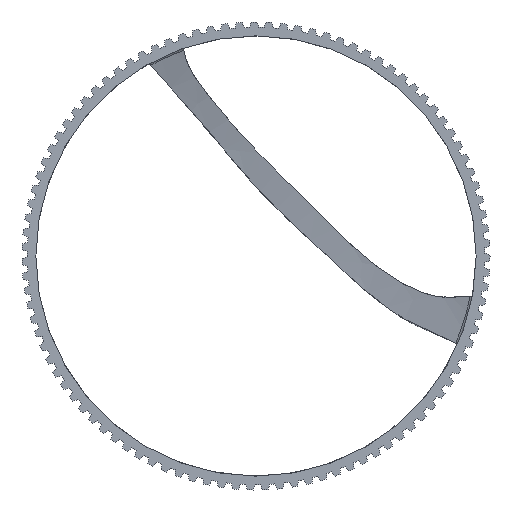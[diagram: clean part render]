
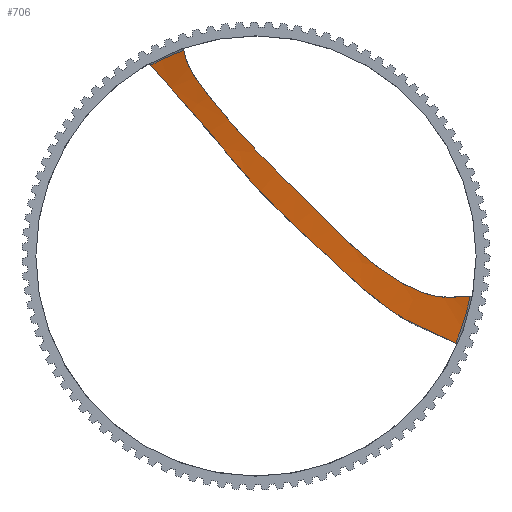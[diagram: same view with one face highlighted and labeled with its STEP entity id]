
A CAD part, front view. The second image highlights one B-rep face of the part: STEP entity #706.
In plain terms, the highlighted spherical face has radius 97.119 mm.
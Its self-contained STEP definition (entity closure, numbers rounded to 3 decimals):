
#133=CARTESIAN_POINT('',(0.,3.076,0.));
#134=DIRECTION('',(0.,-1.,0.));
#135=DIRECTION('',(-0.331,0.,0.944));
#136=AXIS2_PLACEMENT_3D('',#133,#134,#135);
#264=CARTESIAN_POINT('',(-12.336,3.076,35.137));
#265=CARTESIAN_POINT('',(-12.289,3.218,34.793));
#266=CARTESIAN_POINT('',(-12.151,3.505,34.097));
#267=CARTESIAN_POINT('',(-11.804,3.938,33.056));
#268=CARTESIAN_POINT('',(-11.29,4.397,31.96));
#269=CARTESIAN_POINT('',(-10.575,4.891,30.774));
#270=CARTESIAN_POINT('',(-9.69,5.413,29.483));
#271=CARTESIAN_POINT('',(-8.664,5.954,28.081));
#272=CARTESIAN_POINT('',(-7.428,6.526,26.504));
#273=CARTESIAN_POINT('',(-5.987,7.108,24.769));
#274=CARTESIAN_POINT('',(-4.447,7.644,22.99));
#275=CARTESIAN_POINT('',(-3.025,8.074,21.389));
#276=CARTESIAN_POINT('',(-1.761,8.409,19.994));
#277=CARTESIAN_POINT('',(-0.64,8.669,18.779));
#278=CARTESIAN_POINT('',(0.431,8.887,17.645));
#279=CARTESIAN_POINT('',(1.471,9.069,16.568));
#280=CARTESIAN_POINT('',(2.492,9.221,15.533));
#281=CARTESIAN_POINT('',(3.481,9.345,14.543));
#282=CARTESIAN_POINT('',(4.444,9.446,13.585));
#283=CARTESIAN_POINT('',(5.402,9.526,12.633));
#284=CARTESIAN_POINT('',(6.358,9.588,11.681));
#285=CARTESIAN_POINT('',(7.316,9.632,10.725));
#286=CARTESIAN_POINT('',(8.283,9.656,9.756));
#287=CARTESIAN_POINT('',(9.258,9.662,8.774));
#288=CARTESIAN_POINT('',(10.22,9.649,7.797));
#289=CARTESIAN_POINT('',(11.161,9.617,6.84));
#290=CARTESIAN_POINT('',(12.071,9.568,5.918));
#291=CARTESIAN_POINT('',(12.966,9.502,5.023));
#292=CARTESIAN_POINT('',(13.861,9.419,4.144));
#293=CARTESIAN_POINT('',(14.776,9.317,3.266));
#294=CARTESIAN_POINT('',(15.736,9.191,2.37));
#295=CARTESIAN_POINT('',(16.773,9.034,1.433));
#296=CARTESIAN_POINT('',(17.919,8.836,0.435));
#297=CARTESIAN_POINT('',(19.208,8.585,-0.642));
#298=CARTESIAN_POINT('',(20.729,8.252,-1.842));
#299=CARTESIAN_POINT('',(22.472,7.822,-3.114));
#300=CARTESIAN_POINT('',(24.368,7.302,-4.332));
#301=CARTESIAN_POINT('',(26.173,6.763,-5.308));
#302=CARTESIAN_POINT('',(27.789,6.248,-6.041));
#303=CARTESIAN_POINT('',(29.242,5.765,-6.554));
#304=CARTESIAN_POINT('',(30.595,5.301,-6.884));
#305=CARTESIAN_POINT('',(31.979,4.818,-7.04));
#306=CARTESIAN_POINT('',(33.502,4.271,-7.045));
#307=CARTESIAN_POINT('',(35.071,3.685,-6.951));
#308=CARTESIAN_POINT('',(36.088,3.283,-6.907));
#309=CARTESIAN_POINT('',(36.593,3.076,-6.913));
#311=CARTESIAN_POINT('',(34.138,3.076,-14.881));
#312=CARTESIAN_POINT('',(33.231,3.49,-14.468));
#313=CARTESIAN_POINT('',(31.507,4.234,-13.7));
#314=CARTESIAN_POINT('',(29.249,5.117,-12.772));
#315=CARTESIAN_POINT('',(27.228,5.858,-11.852));
#316=CARTESIAN_POINT('',(25.376,6.507,-10.827));
#317=CARTESIAN_POINT('',(23.619,7.092,-9.699));
#318=CARTESIAN_POINT('',(21.959,7.609,-8.513));
#319=CARTESIAN_POINT('',(20.439,8.047,-7.334));
#320=CARTESIAN_POINT('',(19.184,8.381,-6.304));
#321=CARTESIAN_POINT('',(18.088,8.653,-5.368));
#322=CARTESIAN_POINT('',(16.977,8.908,-4.393));
#323=CARTESIAN_POINT('',(15.825,9.148,-3.354));
#324=CARTESIAN_POINT('',(14.612,9.373,-2.231));
#325=CARTESIAN_POINT('',(13.47,9.558,-1.162));
#326=CARTESIAN_POINT('',(12.51,9.693,-0.264));
#327=CARTESIAN_POINT('',(11.661,9.798,0.525));
#328=CARTESIAN_POINT('',(10.893,9.881,1.231));
#329=CARTESIAN_POINT('',(10.193,9.947,1.871));
#330=CARTESIAN_POINT('',(9.547,10.,2.461));
#331=CARTESIAN_POINT('',(8.935,10.042,3.02));
#332=CARTESIAN_POINT('',(8.343,10.076,3.562));
#333=CARTESIAN_POINT('',(7.764,10.104,4.094));
#334=CARTESIAN_POINT('',(7.191,10.124,4.625));
#335=CARTESIAN_POINT('',(6.621,10.138,5.155));
#336=CARTESIAN_POINT('',(6.052,10.145,5.688));
#337=CARTESIAN_POINT('',(5.488,10.146,6.221));
#338=CARTESIAN_POINT('',(4.929,10.14,6.754));
#339=CARTESIAN_POINT('',(4.378,10.128,7.287));
#340=CARTESIAN_POINT('',(3.835,10.11,7.817));
#341=CARTESIAN_POINT('',(3.298,10.085,8.348));
#342=CARTESIAN_POINT('',(2.763,10.054,8.885));
#343=CARTESIAN_POINT('',(2.222,10.016,9.437));
#344=CARTESIAN_POINT('',(1.668,9.969,10.013));
#345=CARTESIAN_POINT('',(1.086,9.912,10.629));
#346=CARTESIAN_POINT('',(0.459,9.84,11.306));
#347=CARTESIAN_POINT('',(-0.232,9.749,12.066));
#348=CARTESIAN_POINT('',(-1.008,9.632,12.936));
#349=CARTESIAN_POINT('',(-1.883,9.48,13.936));
#350=CARTESIAN_POINT('',(-2.863,9.285,15.076));
#351=CARTESIAN_POINT('',(-3.957,9.035,16.367));
#352=CARTESIAN_POINT('',(-5.176,8.718,17.82));
#353=CARTESIAN_POINT('',(-6.539,8.319,19.439));
#354=CARTESIAN_POINT('',(-8.059,7.818,21.235));
#355=CARTESIAN_POINT('',(-9.761,7.189,23.23));
#356=CARTESIAN_POINT('',(-11.676,6.397,25.443));
#357=CARTESIAN_POINT('',(-13.852,5.387,27.919));
#358=CARTESIAN_POINT('',(-16.132,4.21,30.427));
#359=CARTESIAN_POINT('',(-17.408,3.453,31.891));
#360=CARTESIAN_POINT('',(-17.995,3.076,32.604));
#386=CARTESIAN_POINT('',(0.,3.076,0.));
#387=DIRECTION('',(0.,1.,0.));
#388=DIRECTION('',(0.983,0.,-0.186));
#389=AXIS2_PLACEMENT_3D('',#386,#387,#388);
#427=CARTESIAN_POINT('',(-12.336,3.076,35.137));
#428=CARTESIAN_POINT('',(-17.995,3.076,32.604));
#429=VERTEX_POINT('',#427);
#430=VERTEX_POINT('',#428);
#435=CARTESIAN_POINT('',(36.593,3.076,-6.913));
#436=CARTESIAN_POINT('',(34.138,3.076,-14.881));
#437=VERTEX_POINT('',#435);
#438=VERTEX_POINT('',#436);
#694=CARTESIAN_POINT('',(0.,-86.619,0.));
#695=DIRECTION('',(0.,-1.,0.));
#696=DIRECTION('',(-1.,0.,0.));
#697=AXIS2_PLACEMENT_3D('',#694,#695,#696);
#698=SPHERICAL_SURFACE('',#697,97.119);
#699=ORIENTED_EDGE('',*,*,#646,.T.);
#701=ORIENTED_EDGE('',*,*,#700,.T.);
#702=ORIENTED_EDGE('',*,*,#686,.T.);
#703=ORIENTED_EDGE('',*,*,#613,.F.);
#704=EDGE_LOOP('',(#699,#701,#702,#703));
#705=FACE_OUTER_BOUND('',#704,.F.);
#706=ADVANCED_FACE('',(#705),#698,.F.);
#137=CIRCLE('',#136,37.24);
#310=B_SPLINE_CURVE_WITH_KNOTS('',3,(#264,#265,#266,#267,#268,#269,#270,#271,
#272,#273,#274,#275,#276,#277,#278,#279,#280,#281,#282,#283,#284,#285,#286,#287,
#288,#289,#290,#291,#292,#293,#294,#295,#296,#297,#298,#299,#300,#301,#302,#303,
#304,#305,#306,#307,#308,#309),.UNSPECIFIED.,.F.,.F.,(4,1,1,1,1,1,1,1,1,1,1,1,1,
1,1,1,1,1,1,1,1,1,1,1,1,1,1,1,1,1,1,1,1,1,1,1,1,1,1,1,1,1,1,4),(0.,
0.023,0.047,0.07,0.093,
0.116,0.14,0.163,0.186,
0.209,0.233,0.256,0.279,
0.302,0.326,0.349,0.372,
0.395,0.419,0.442,0.465,
0.488,0.512,0.535,0.558,
0.581,0.605,0.628,0.651,
0.674,0.698,0.721,0.744,
0.767,0.791,0.814,0.837,
0.86,0.884,0.907,0.93,
0.953,0.977,1.),.UNSPECIFIED.);
#361=B_SPLINE_CURVE_WITH_KNOTS('',3,(#311,#312,#313,#314,#315,#316,#317,#318,
#319,#320,#321,#322,#323,#324,#325,#326,#327,#328,#329,#330,#331,#332,#333,#334,
#335,#336,#337,#338,#339,#340,#341,#342,#343,#344,#345,#346,#347,#348,#349,#350,
#351,#352,#353,#354,#355,#356,#357,#358,#359,#360),.UNSPECIFIED.,.F.,.F.,(4,1,1,
1,1,1,1,1,1,1,1,1,1,1,1,1,1,1,1,1,1,1,1,1,1,1,1,1,1,1,1,1,1,1,1,1,1,1,1,1,1,1,1,
1,1,1,1,4),(0.,0.021,0.043,0.064,
0.085,0.106,0.128,0.149,
0.17,0.191,0.213,0.234,
0.255,0.277,0.298,0.319,
0.34,0.362,0.383,0.404,
0.426,0.447,0.468,0.489,
0.511,0.532,0.553,0.574,
0.596,0.617,0.638,0.66,
0.681,0.702,0.723,0.745,
0.766,0.787,0.809,0.83,
0.851,0.872,0.894,0.915,
0.936,0.957,0.979,1.),.UNSPECIFIED.);
#390=CIRCLE('',#389,37.24);
#613=EDGE_CURVE('',#429,#430,#137,.T.);
#646=EDGE_CURVE('',#429,#437,#310,.T.);
#686=EDGE_CURVE('',#438,#430,#361,.T.);
#700=EDGE_CURVE('',#437,#438,#390,.T.);
